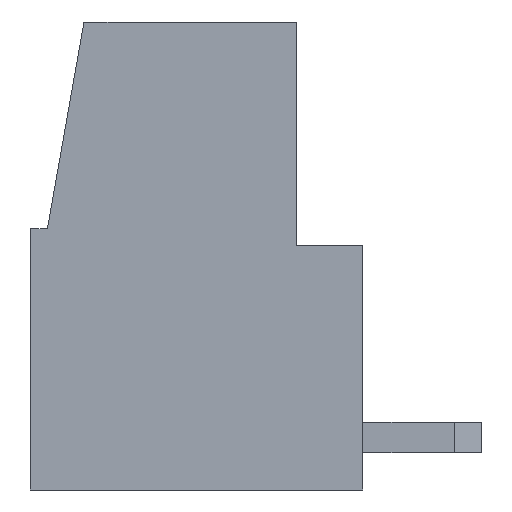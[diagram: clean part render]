
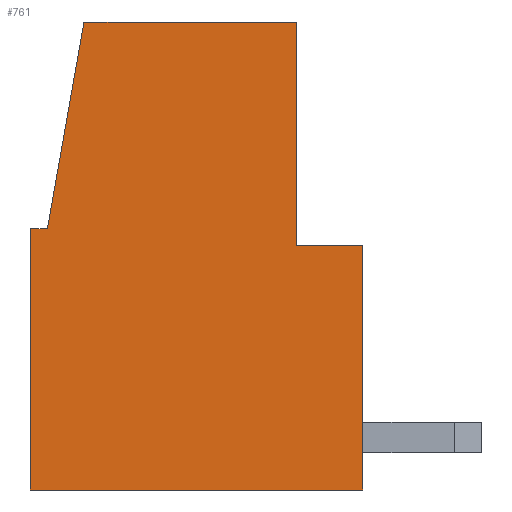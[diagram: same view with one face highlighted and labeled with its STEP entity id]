
A CAD part, left-side view. The second image highlights one B-rep face of the part: STEP entity #761.
In plain terms, the highlighted planar face has unit normal (-1, 0, 0).
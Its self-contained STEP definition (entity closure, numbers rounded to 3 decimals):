
#761 = ADVANCED_FACE( 'F0', ( #1726 ), #1727, .T. );
#1726 = FACE_OUTER_BOUND( '', #2902, .T. );
#1727 = PLANE( '', #2903 );
#2902 = EDGE_LOOP( '', ( #4987, #4988, #4989, #4990, #4991, #4992, #4993, #4994 ) );
#2903 = AXIS2_PLACEMENT_3D( '', #4995, #4996, #4997 );
#4987 = ORIENTED_EDGE( '', *, *, #7763, .F. );
#4988 = ORIENTED_EDGE( '', *, *, #7437, .F. );
#4989 = ORIENTED_EDGE( '', *, *, #7764, .F. );
#4990 = ORIENTED_EDGE( '', *, *, #7765, .T. );
#4991 = ORIENTED_EDGE( '', *, *, #7766, .F. );
#4992 = ORIENTED_EDGE( '', *, *, #7767, .F. );
#4993 = ORIENTED_EDGE( '', *, *, #7768, .F. );
#4994 = ORIENTED_EDGE( '', *, *, #7769, .F. );
#4995 = CARTESIAN_POINT( '', ( -2.54, 0., 0. ) );
#4996 = DIRECTION( '', ( -1., 0., 0. ) );
#4997 = DIRECTION( '', ( 0., 1., 0. ) );
#7437 = EDGE_CURVE( '', #9100, #9102, #9103, .T. );
#7763 = EDGE_CURVE( '', #9102, #9585, #9586, .T. );
#7764 = EDGE_CURVE( '', #9587, #9100, #9588, .T. );
#7765 = EDGE_CURVE( '', #9587, #9589, #9590, .T. );
#7766 = EDGE_CURVE( '', #9591, #9589, #9592, .T. );
#7767 = EDGE_CURVE( '', #9593, #9591, #9594, .T. );
#7768 = EDGE_CURVE( '', #9595, #9593, #9596, .T. );
#7769 = EDGE_CURVE( '', #9585, #9595, #9597, .T. );
#9100 = VERTEX_POINT( '', #11413 );
#9102 = VERTEX_POINT( '', #11416 );
#9103 = LINE( '', #11417, #11418 );
#9585 = VERTEX_POINT( '', #12122 );
#9586 = LINE( '', #12123, #12124 );
#9587 = VERTEX_POINT( '', #12125 );
#9588 = LINE( '', #12126, #12127 );
#9589 = VERTEX_POINT( '', #12128 );
#9590 = LINE( '', #12129, #12130 );
#9591 = VERTEX_POINT( '', #12131 );
#9592 = LINE( '', #12132, #12133 );
#9593 = VERTEX_POINT( '', #12134 );
#9594 = LINE( '', #12135, #12136 );
#9595 = VERTEX_POINT( '', #12137 );
#9596 = LINE( '', #12138, #12139 );
#9597 = LINE( '', #12140, #12141 );
#11413 = CARTESIAN_POINT( '', ( -2.54, 0., 7.7 ) );
#11416 = CARTESIAN_POINT( '', ( -2.54, -0.5, 7.7 ) );
#11417 = CARTESIAN_POINT( '', ( -2.54, -21.3, 7.7 ) );
#11418 = VECTOR( '', #13504, 1000. );
#12122 = CARTESIAN_POINT( '', ( -2.54, -1.576, 13.8 ) );
#12123 = CARTESIAN_POINT( '', ( -2.54, 1.396, -3.05 ) );
#12124 = VECTOR( '', #13805, 1000. );
#12125 = CARTESIAN_POINT( '', ( -2.54, 0., 0. ) );
#12126 = CARTESIAN_POINT( '', ( -2.54, 0., -3.05 ) );
#12127 = VECTOR( '', #13806, 1000. );
#12128 = CARTESIAN_POINT( '', ( -2.54, -9.8, 0. ) );
#12129 = CARTESIAN_POINT( '', ( -2.54, -21.3, 0. ) );
#12130 = VECTOR( '', #13807, 1000. );
#12131 = CARTESIAN_POINT( '', ( -2.54, -9.8, 7.2 ) );
#12132 = CARTESIAN_POINT( '', ( -2.54, -9.8, -3.05 ) );
#12133 = VECTOR( '', #13808, 1000. );
#12134 = CARTESIAN_POINT( '', ( -2.54, -7.85, 7.2 ) );
#12135 = CARTESIAN_POINT( '', ( -2.54, -21.3, 7.2 ) );
#12136 = VECTOR( '', #13809, 1000. );
#12137 = CARTESIAN_POINT( '', ( -2.54, -7.85, 13.8 ) );
#12138 = CARTESIAN_POINT( '', ( -2.54, -7.85, -3.05 ) );
#12139 = VECTOR( '', #13810, 1000. );
#12140 = CARTESIAN_POINT( '', ( -2.54, -21.3, 13.8 ) );
#12141 = VECTOR( '', #13811, 1000. );
#13504 = DIRECTION( '', ( 0., -1., 0. ) );
#13805 = DIRECTION( '', ( 0., -0.174, 0.985 ) );
#13806 = DIRECTION( '', ( 0., 0., 1. ) );
#13807 = DIRECTION( '', ( 0., -1., 0. ) );
#13808 = DIRECTION( '', ( 0., 0., -1. ) );
#13809 = DIRECTION( '', ( 0., -1., 0. ) );
#13810 = DIRECTION( '', ( 0., 0., -1. ) );
#13811 = DIRECTION( '', ( 0., -1., 0. ) );
